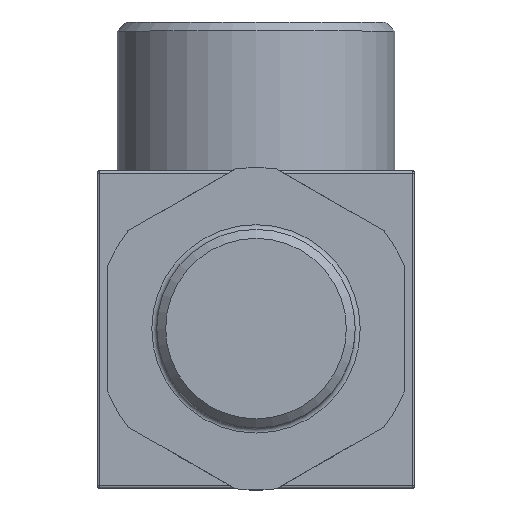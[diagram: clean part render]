
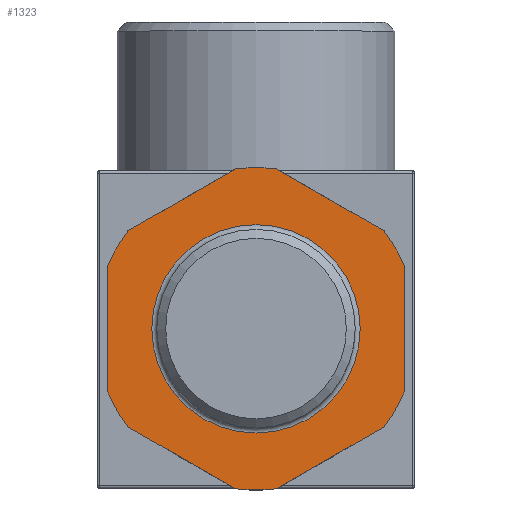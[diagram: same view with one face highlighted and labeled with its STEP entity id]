
A CAD part, top view. The second image highlights one B-rep face of the part: STEP entity #1323.
In plain terms, the highlighted planar face has unit normal (0, 0, 1).
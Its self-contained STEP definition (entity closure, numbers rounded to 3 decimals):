
#74=FACE_BOUND('',#298,.T.);
#83=CIRCLE('',#1429,16.25);
#84=CIRCLE('',#1430,16.25);
#85=CIRCLE('',#1431,16.25);
#86=CIRCLE('',#1432,16.25);
#87=CIRCLE('',#1433,16.25);
#88=CIRCLE('',#1434,16.25);
#89=CIRCLE('',#1435,10.5);
#90=CIRCLE('',#1436,10.5);
#215=FACE_OUTER_BOUND('',#297,.T.);
#297=EDGE_LOOP('',(#853,#854,#855,#856,#857,#858,#859,#860,#861,#862,#863,
#864));
#298=EDGE_LOOP('',(#865,#866));
#394=LINE('',#2107,#449);
#397=LINE('',#2144,#452);
#400=LINE('',#2181,#455);
#403=LINE('',#2218,#458);
#406=LINE('',#2255,#461);
#409=LINE('',#2292,#464);
#449=VECTOR('',#1634,10.);
#452=VECTOR('',#1639,10.);
#455=VECTOR('',#1644,10.);
#458=VECTOR('',#1649,10.);
#461=VECTOR('',#1654,10.);
#464=VECTOR('',#1659,10.);
#504=VERTEX_POINT('',#2105);
#505=VERTEX_POINT('',#2106);
#509=VERTEX_POINT('',#2142);
#510=VERTEX_POINT('',#2143);
#514=VERTEX_POINT('',#2179);
#515=VERTEX_POINT('',#2180);
#519=VERTEX_POINT('',#2216);
#520=VERTEX_POINT('',#2217);
#524=VERTEX_POINT('',#2253);
#525=VERTEX_POINT('',#2254);
#529=VERTEX_POINT('',#2290);
#530=VERTEX_POINT('',#2291);
#534=VERTEX_POINT('',#2333);
#535=VERTEX_POINT('',#2334);
#630=EDGE_CURVE('',#504,#505,#394,.T.);
#635=EDGE_CURVE('',#509,#510,#397,.T.);
#640=EDGE_CURVE('',#514,#515,#400,.T.);
#645=EDGE_CURVE('',#519,#520,#403,.T.);
#650=EDGE_CURVE('',#524,#525,#406,.T.);
#655=EDGE_CURVE('',#529,#530,#409,.T.);
#660=EDGE_CURVE('',#529,#505,#83,.T.);
#661=EDGE_CURVE('',#514,#530,#84,.T.);
#662=EDGE_CURVE('',#519,#515,#85,.T.);
#663=EDGE_CURVE('',#509,#520,#86,.T.);
#664=EDGE_CURVE('',#524,#510,#87,.T.);
#665=EDGE_CURVE('',#504,#525,#88,.T.);
#666=EDGE_CURVE('',#534,#535,#89,.T.);
#667=EDGE_CURVE('',#535,#534,#90,.T.);
#853=ORIENTED_EDGE('',*,*,#630,.T.);
#854=ORIENTED_EDGE('',*,*,#660,.F.);
#855=ORIENTED_EDGE('',*,*,#655,.T.);
#856=ORIENTED_EDGE('',*,*,#661,.F.);
#857=ORIENTED_EDGE('',*,*,#640,.T.);
#858=ORIENTED_EDGE('',*,*,#662,.F.);
#859=ORIENTED_EDGE('',*,*,#645,.T.);
#860=ORIENTED_EDGE('',*,*,#663,.F.);
#861=ORIENTED_EDGE('',*,*,#635,.T.);
#862=ORIENTED_EDGE('',*,*,#664,.F.);
#863=ORIENTED_EDGE('',*,*,#650,.T.);
#864=ORIENTED_EDGE('',*,*,#665,.F.);
#865=ORIENTED_EDGE('',*,*,#666,.F.);
#866=ORIENTED_EDGE('',*,*,#667,.F.);
#1215=PLANE('',#1428);
#1323=ADVANCED_FACE('',(#215,#74),#1215,.T.);
#1428=AXIS2_PLACEMENT_3D('',#2326,#1662,#1663);
#1429=AXIS2_PLACEMENT_3D('',#2327,#1664,#1665);
#1430=AXIS2_PLACEMENT_3D('',#2328,#1666,#1667);
#1431=AXIS2_PLACEMENT_3D('',#2329,#1668,#1669);
#1432=AXIS2_PLACEMENT_3D('',#2330,#1670,#1671);
#1433=AXIS2_PLACEMENT_3D('',#2331,#1672,#1673);
#1434=AXIS2_PLACEMENT_3D('',#2332,#1674,#1675);
#1435=AXIS2_PLACEMENT_3D('',#2335,#1676,#1677);
#1436=AXIS2_PLACEMENT_3D('',#2336,#1678,#1679);
#1634=DIRECTION('',(-0.866,-0.5,0.));
#1639=DIRECTION('',(0.,1.,0.));
#1644=DIRECTION('',(0.866,-0.5,0.));
#1649=DIRECTION('',(0.866,0.5,0.));
#1654=DIRECTION('',(-0.866,0.5,0.));
#1659=DIRECTION('',(0.,-1.,0.));
#1662=DIRECTION('center_axis',(0.,0.,
1.));
#1663=DIRECTION('ref_axis',(-1.,0.,0.));
#1664=DIRECTION('center_axis',(0.,0.,
-1.));
#1665=DIRECTION('ref_axis',(-1.,0.,0.));
#1666=DIRECTION('center_axis',(0.,0.,
-1.));
#1667=DIRECTION('ref_axis',(-1.,0.,0.));
#1668=DIRECTION('center_axis',(0.,0.,
-1.));
#1669=DIRECTION('ref_axis',(-1.,0.,0.));
#1670=DIRECTION('center_axis',(0.,0.,
-1.));
#1671=DIRECTION('ref_axis',(-1.,0.,0.));
#1672=DIRECTION('center_axis',(0.,0.,
-1.));
#1673=DIRECTION('ref_axis',(-1.,0.,0.));
#1674=DIRECTION('center_axis',(0.,0.,
-1.));
#1675=DIRECTION('ref_axis',(-1.,0.,0.));
#1676=DIRECTION('center_axis',(0.,0.,
1.));
#1677=DIRECTION('ref_axis',(0.,1.,0.));
#1678=DIRECTION('center_axis',(0.,0.,
1.));
#1679=DIRECTION('ref_axis',(0.,1.,0.));
#2105=CARTESIAN_POINT('',(-2.087,16.115,71.));
#2106=CARTESIAN_POINT('',(-12.913,9.865,71.));
#2107=CARTESIAN_POINT('',(-13.725,9.397,71.));
#2142=CARTESIAN_POINT('',(15.,-6.25,71.));
#2143=CARTESIAN_POINT('',(15.,6.25,71.));
#2144=CARTESIAN_POINT('',(15.,-5.,71.));
#2179=CARTESIAN_POINT('',(-12.913,-9.865,71.));
#2180=CARTESIAN_POINT('',(-2.087,-16.115,71.));
#2181=CARTESIAN_POINT('',(-1.275,-16.584,71.));
#2216=CARTESIAN_POINT('',(2.087,-16.115,71.));
#2217=CARTESIAN_POINT('',(12.913,-9.865,71.));
#2218=CARTESIAN_POINT('',(6.688,-13.459,71.));
#2253=CARTESIAN_POINT('',(12.913,9.865,71.));
#2254=CARTESIAN_POINT('',(2.087,16.115,71.));
#2255=CARTESIAN_POINT('',(8.312,12.522,71.));
#2290=CARTESIAN_POINT('',(-15.,6.25,71.));
#2291=CARTESIAN_POINT('',(-15.,-6.25,71.));
#2292=CARTESIAN_POINT('',(-15.,-11.25,71.));
#2326=CARTESIAN_POINT('Origin',(0.,-16.25,71.));
#2327=CARTESIAN_POINT('Origin',(0.,0.,
71.));
#2328=CARTESIAN_POINT('Origin',(0.,0.,
71.));
#2329=CARTESIAN_POINT('Origin',(0.,0.,
71.));
#2330=CARTESIAN_POINT('Origin',(0.,0.,
71.));
#2331=CARTESIAN_POINT('Origin',(0.,0.,
71.));
#2332=CARTESIAN_POINT('Origin',(0.,0.,
71.));
#2333=CARTESIAN_POINT('',(0.,-10.5,71.));
#2334=CARTESIAN_POINT('',(-10.5,0.,71.));
#2335=CARTESIAN_POINT('Origin',(0.,0.,
71.));
#2336=CARTESIAN_POINT('Origin',(0.,0.,
71.));
